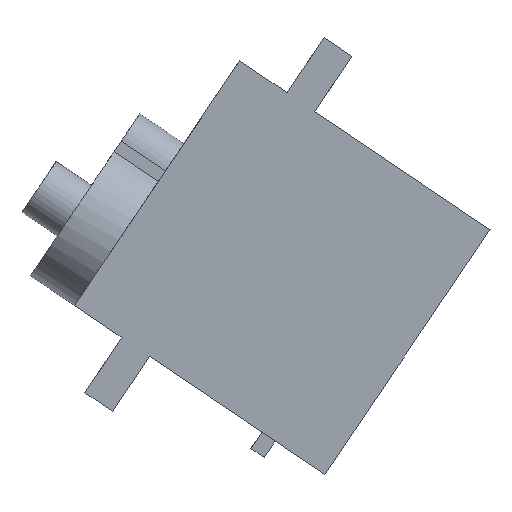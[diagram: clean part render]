
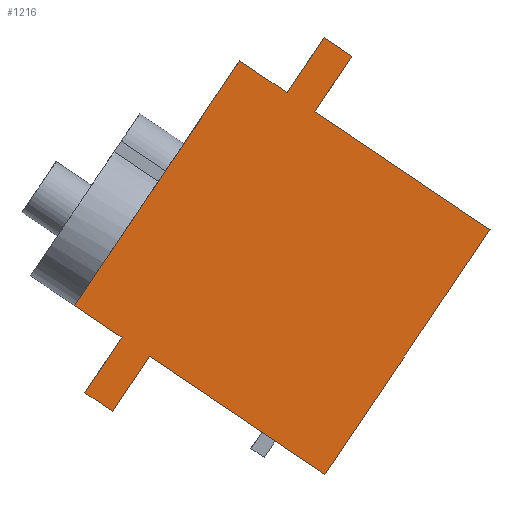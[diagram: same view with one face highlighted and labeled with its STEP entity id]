
A CAD part, front view. The second image highlights one B-rep face of the part: STEP entity #1216.
In plain terms, the highlighted planar face has unit normal (0, -1, 0).
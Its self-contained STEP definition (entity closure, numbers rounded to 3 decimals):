
#483=CARTESIAN_POINT('',(-20.032,-12.,-25.016));
#484=VERTEX_POINT('',#483);
#577=CARTESIAN_POINT('',(-10.917,-12.,-11.503));
#578=VERTEX_POINT('',#577);
#579=CARTESIAN_POINT('',(-20.032,-12.,-25.016));
#580=DIRECTION('',(0.559,-0.,0.829));
#581=VECTOR('',#580,16.3);
#582=LINE('',#579,#581);
#583=EDGE_CURVE('',#484,#578,#582,.T.);
#627=CARTESIAN_POINT('',(-23.331,-12.,-29.908));
#628=VERTEX_POINT('',#627);
#635=CARTESIAN_POINT('',(-23.331,-12.,-29.908));
#636=DIRECTION('',(0.559,-0.,0.829));
#637=VECTOR('',#636,5.9);
#638=LINE('',#635,#637);
#639=EDGE_CURVE('',#628,#484,#638,.T.);
#801=CARTESIAN_POINT('',(-2.483,-12.,-11.16));
#802=VERTEX_POINT('',#801);
#809=CARTESIAN_POINT('',(-5.279,-12.,-15.306));
#810=VERTEX_POINT('',#809);
#811=CARTESIAN_POINT('',(-2.483,-12.,-11.16));
#812=DIRECTION('',(-0.559,0.,-0.829));
#813=VECTOR('',#812,5.);
#814=LINE('',#811,#813);
#815=EDGE_CURVE('',#802,#810,#814,.T.);
#848=CARTESIAN_POINT('',(-4.556,-12.,-9.762));
#849=VERTEX_POINT('',#848);
#856=CARTESIAN_POINT('',(-4.556,-12.,-9.762));
#857=DIRECTION('',(0.829,0.,-0.559));
#858=VECTOR('',#857,2.5);
#859=LINE('',#856,#858);
#860=EDGE_CURVE('',#849,#802,#859,.T.);
#994=CARTESIAN_POINT('',(-22.562,-12.,-36.457));
#995=VERTEX_POINT('',#994);
#1002=CARTESIAN_POINT('',(-19.766,-12.,-32.312));
#1003=VERTEX_POINT('',#1002);
#1004=CARTESIAN_POINT('',(-19.766,-12.,-32.312));
#1005=DIRECTION('',(-0.559,-0.,-0.829));
#1006=VECTOR('',#1005,5.);
#1007=LINE('',#1004,#1006);
#1008=EDGE_CURVE('',#1003,#995,#1007,.T.);
#1041=CARTESIAN_POINT('',(-20.489,-12.,-37.855));
#1042=VERTEX_POINT('',#1041);
#1049=CARTESIAN_POINT('',(-22.562,-12.,-36.457));
#1050=DIRECTION('',(0.829,-0.,-0.559));
#1051=VECTOR('',#1050,2.5);
#1052=LINE('',#1049,#1051);
#1053=EDGE_CURVE('',#995,#1042,#1052,.T.);
#1072=CARTESIAN_POINT('',(-23.331,-12.,-29.908));
#1073=DIRECTION('',(0.829,-0.,-0.559));
#1074=VECTOR('',#1073,4.3);
#1075=LINE('',#1072,#1074);
#1076=EDGE_CURVE('',#628,#1003,#1075,.T.);
#1088=CARTESIAN_POINT('',(-7.352,-12.,-13.908));
#1089=VERTEX_POINT('',#1088);
#1090=CARTESIAN_POINT('',(-7.352,-12.,-13.908));
#1091=DIRECTION('',(-0.829,0.,0.559));
#1092=VECTOR('',#1091,4.3);
#1093=LINE('',#1090,#1092);
#1094=EDGE_CURVE('',#1089,#578,#1093,.T.);
#1134=CARTESIAN_POINT('',(-4.556,-12.,-9.762));
#1135=DIRECTION('',(-0.559,-0.,-0.829));
#1136=VECTOR('',#1135,5.);
#1137=LINE('',#1134,#1136);
#1138=EDGE_CURVE('',#849,#1089,#1137,.T.);
#1170=CARTESIAN_POINT('',(-4.512,-12.,-42.601));
#1171=DIRECTION('',(0.,-1.,0.));
#1172=DIRECTION('',(0.559,0.,0.829));
#1173=AXIS2_PLACEMENT_3D('',#1170,#1171,#1172);
#1174=PLANE('',#1173);
#1175=ORIENTED_EDGE('',*,*,#1076,.T.);
#1176=ORIENTED_EDGE('',*,*,#1008,.T.);
#1177=ORIENTED_EDGE('',*,*,#1053,.T.);
#1178=CARTESIAN_POINT('',(-17.693,-12.,-33.71));
#1179=VERTEX_POINT('',#1178);
#1180=CARTESIAN_POINT('',(-17.693,-12.,-33.71));
#1181=DIRECTION('',(-0.559,0.,-0.829));
#1182=VECTOR('',#1181,5.);
#1183=LINE('',#1180,#1182);
#1184=EDGE_CURVE('',#1179,#1042,#1183,.T.);
#1185=ORIENTED_EDGE('',*,*,#1184,.F.);
#1186=CARTESIAN_POINT('',(-4.512,-12.,-42.601));
#1187=VERTEX_POINT('',#1186);
#1188=CARTESIAN_POINT('',(-4.512,-12.,-42.601));
#1189=DIRECTION('',(-0.829,0.,0.559));
#1190=VECTOR('',#1189,15.9);
#1191=LINE('',#1188,#1190);
#1192=EDGE_CURVE('',#1187,#1179,#1191,.T.);
#1193=ORIENTED_EDGE('',*,*,#1192,.F.);
#1194=CARTESIAN_POINT('',(7.902,-12.,-24.197));
#1195=VERTEX_POINT('',#1194);
#1196=CARTESIAN_POINT('',(-4.512,-12.,-42.601));
#1197=DIRECTION('',(0.559,0.,0.829));
#1198=VECTOR('',#1197,22.2);
#1199=LINE('',#1196,#1198);
#1200=EDGE_CURVE('',#1187,#1195,#1199,.T.);
#1201=ORIENTED_EDGE('',*,*,#1200,.T.);
#1202=CARTESIAN_POINT('',(7.902,-12.,-24.197));
#1203=DIRECTION('',(-0.829,0.,0.559));
#1204=VECTOR('',#1203,15.9);
#1205=LINE('',#1202,#1204);
#1206=EDGE_CURVE('',#1195,#810,#1205,.T.);
#1207=ORIENTED_EDGE('',*,*,#1206,.T.);
#1208=ORIENTED_EDGE('',*,*,#815,.F.);
#1209=ORIENTED_EDGE('',*,*,#860,.F.);
#1210=ORIENTED_EDGE('',*,*,#1138,.T.);
#1211=ORIENTED_EDGE('',*,*,#1094,.T.);
#1212=ORIENTED_EDGE('',*,*,#583,.F.);
#1213=ORIENTED_EDGE('',*,*,#639,.F.);
#1214=EDGE_LOOP('',(#1175,#1176,#1177,#1185,#1193,#1201,#1207,#1208,#1209,#1210,#1211,#1212,#1213));
#1215=FACE_BOUND('',#1214,.T.);
#1216=ADVANCED_FACE('',(#1215),#1174,.T.);
